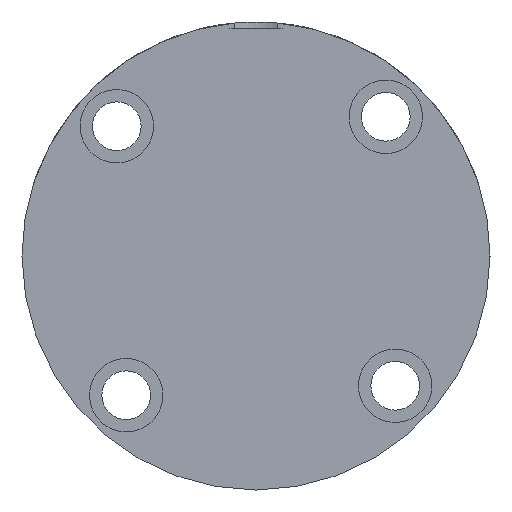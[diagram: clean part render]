
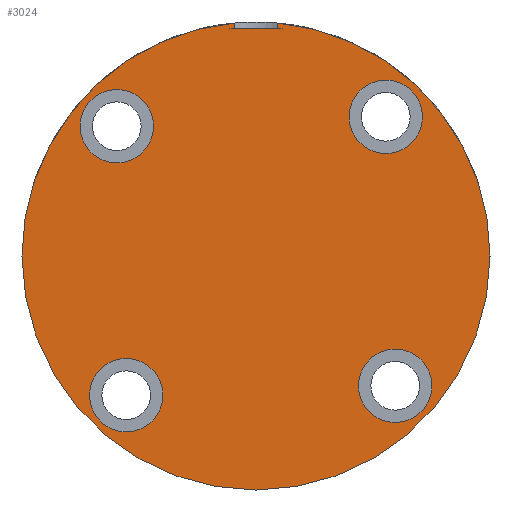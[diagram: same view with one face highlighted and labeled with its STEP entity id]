
A CAD part, left-side view. The second image highlights one B-rep face of the part: STEP entity #3024.
In plain terms, the highlighted face is planar.
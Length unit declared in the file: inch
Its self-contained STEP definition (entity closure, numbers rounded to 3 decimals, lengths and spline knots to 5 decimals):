
#9 = EDGE_CURVE ( 'NONE', #368, #2964, #196, .T. ) ;
#107 = CIRCLE ( 'NONE', #1334, 0.1175 ) ;
#123 = DIRECTION ( 'NONE',  ( 0., 0., 1. ) ) ;
#178 = CARTESIAN_POINT ( 'NONE',  ( 0., 0.34, 0. ) ) ;
#195 = VECTOR ( 'NONE', #3521, 39.37008 ) ;
#196 = LINE ( 'NONE', #2093, #195 ) ;
#268 = DIRECTION ( 'NONE',  ( 0., 1., 0. ) ) ;
#275 = VERTEX_POINT ( 'NONE', #291 ) ;
#291 = CARTESIAN_POINT ( 'NONE',  ( -0.74678, 0.34, -0.06938 ) ) ;
#298 = PLANE ( 'NONE',  #835 ) ;
#321 = CARTESIAN_POINT ( 'NONE',  ( -0.73, 0.34, -0.06938 ) ) ;
#346 = CARTESIAN_POINT ( 'NONE',  ( 0.44613, 0.34, 0.29852 ) ) ;
#348 = DIRECTION ( 'NONE',  ( 0., 1., 0. ) ) ;
#368 = VERTEX_POINT ( 'NONE', #3524 ) ;
#451 = AXIS2_PLACEMENT_3D ( 'NONE', #4089, #1943, #4424 ) ;
#490 = VERTEX_POINT ( 'NONE', #321 ) ;
#529 = VERTEX_POINT ( 'NONE', #4289 ) ;
#590 = ORIENTED_EDGE ( 'NONE', *, *, #1591, .F. ) ;
#610 = ORIENTED_EDGE ( 'NONE', *, *, #3181, .F. ) ;
#620 = EDGE_CURVE ( 'NONE', #368, #2595, #1727, .T. ) ;
#626 = ORIENTED_EDGE ( 'NONE', *, *, #2398, .F. ) ;
#643 = ORIENTED_EDGE ( 'NONE', *, *, #2025, .F. ) ;
#657 = ORIENTED_EDGE ( 'NONE', *, *, #2793, .F. ) ;
#663 = ORIENTED_EDGE ( 'NONE', *, *, #2948, .F. ) ;
#668 = ORIENTED_EDGE ( 'NONE', *, *, #2531, .F. ) ;
#688 = ORIENTED_EDGE ( 'NONE', *, *, #1356, .F. ) ;
#692 = VECTOR ( 'NONE', #1974, 39.37008 ) ;
#694 = ORIENTED_EDGE ( 'NONE', *, *, #9, .F. ) ;
#712 = FACE_BOUND ( 'NONE', #2451, .T. ) ;
#720 = ORIENTED_EDGE ( 'NONE', *, *, #620, .T. ) ;
#788 = ORIENTED_EDGE ( 'NONE', *, *, #2695, .T. ) ;
#809 = ORIENTED_EDGE ( 'NONE', *, *, #4536, .T. ) ;
#812 = CARTESIAN_POINT ( 'NONE',  ( -0.44613, 0.34, -0.53352 ) ) ;
#815 = CARTESIAN_POINT ( 'NONE',  ( 0.41602, 0.34, -0.56363 ) ) ;
#831 = CARTESIAN_POINT ( 'NONE',  ( 0.41602, 0.34, -0.32863 ) ) ;
#835 = AXIS2_PLACEMENT_3D ( 'NONE', #4254, #2118, #4590 ) ;
#837 = ORIENTED_EDGE ( 'NONE', *, *, #2890, .F. ) ;
#838 = FACE_BOUND ( 'NONE', #2447, .T. ) ;
#839 = CIRCLE ( 'NONE', #3810, 0.1175 ) ;
#847 = ORIENTED_EDGE ( 'NONE', *, *, #1443, .F. ) ;
#932 = AXIS2_PLACEMENT_3D ( 'NONE', #4411, #2279, #123 ) ;
#981 = AXIS2_PLACEMENT_3D ( 'NONE', #1527, #4047, #1892 ) ;
#1082 = CARTESIAN_POINT ( 'NONE',  ( -0.26491, 0.34, -0.06938 ) ) ;
#1183 = VECTOR ( 'NONE', #2491, 39.37008 ) ;
#1330 = AXIS2_PLACEMENT_3D ( 'NONE', #3829, #1676, #4172 ) ;
#1334 = AXIS2_PLACEMENT_3D ( 'NONE', #3654, #1489, #4014 ) ;
#1356 = EDGE_CURVE ( 'NONE', #4145, #4169, #3924, .T. ) ;
#1443 = EDGE_CURVE ( 'NONE', #2964, #490, #1680, .T. ) ;
#1489 = DIRECTION ( 'NONE',  ( 0., 1., 0. ) ) ;
#1527 = CARTESIAN_POINT ( 'NONE',  ( -0.44613, 0.34, -0.41602 ) ) ;
#1591 = EDGE_CURVE ( 'NONE', #3535, #3412, #2563, .T. ) ;
#1632 = DIRECTION ( 'NONE',  ( 0., 0., 1. ) ) ;
#1634 = DIRECTION ( 'NONE',  ( 0., 1., 0. ) ) ;
#1676 = DIRECTION ( 'NONE',  ( 0., 1., 0. ) ) ;
#1680 = LINE ( 'NONE', #4448, #692 ) ;
#1727 = CIRCLE ( 'NONE', #3551, 0.75 ) ;
#1731 = CIRCLE ( 'NONE', #981, 0.1175 ) ;
#1784 = CIRCLE ( 'NONE', #4104, 0.1175 ) ;
#1825 = CARTESIAN_POINT ( 'NONE',  ( 0.41602, 0.34, -0.44613 ) ) ;
#1840 = CARTESIAN_POINT ( 'NONE',  ( 0., 0.34, 0.75 ) ) ;
#1892 = DIRECTION ( 'NONE',  ( 0., 0., 1. ) ) ;
#1943 = DIRECTION ( 'NONE',  ( 0., 1., 0. ) ) ;
#1974 = DIRECTION ( 'NONE',  ( 0., 0., -1. ) ) ;
#1989 = CARTESIAN_POINT ( 'NONE',  ( 0.41602, 0.34, -0.44613 ) ) ;
#2025 = EDGE_CURVE ( 'NONE', #3204, #3667, #839, .T. ) ;
#2093 = CARTESIAN_POINT ( 'NONE',  ( -0.26491, 0.34, 0.06938 ) ) ;
#2118 = DIRECTION ( 'NONE',  ( 0., -1., 0. ) ) ;
#2125 = LINE ( 'NONE', #1082, #1183 ) ;
#2142 = AXIS2_PLACEMENT_3D ( 'NONE', #2401, #268, #2783 ) ;
#2180 = DIRECTION ( 'NONE',  ( 0., 0., 1. ) ) ;
#2279 = DIRECTION ( 'NONE',  ( 0., 1., 0. ) ) ;
#2324 = DIRECTION ( 'NONE',  ( 0., 1., 0. ) ) ;
#2329 = DIRECTION ( 'NONE',  ( 0., 0., 1. ) ) ;
#2398 = EDGE_CURVE ( 'NONE', #3667, #3204, #1784, .T. ) ;
#2401 = CARTESIAN_POINT ( 'NONE',  ( 0.44613, 0.34, 0.41602 ) ) ;
#2447 = EDGE_LOOP ( 'NONE', ( #657, #663 ) ) ;
#2451 = EDGE_LOOP ( 'NONE', ( #668, #688 ) ) ;
#2474 = CARTESIAN_POINT ( 'NONE',  ( -0.41602, 0.34, 0.44613 ) ) ;
#2491 = DIRECTION ( 'NONE',  ( -1., 0., 0. ) ) ;
#2531 = EDGE_CURVE ( 'NONE', #4169, #4145, #2781, .T. ) ;
#2558 = CIRCLE ( 'NONE', #2142, 0.1175 ) ;
#2563 = CIRCLE ( 'NONE', #1330, 0.1175 ) ;
#2595 = VERTEX_POINT ( 'NONE', #1840 ) ;
#2601 = AXIS2_PLACEMENT_3D ( 'NONE', #3790, #1634, #4137 ) ;
#2682 = CARTESIAN_POINT ( 'NONE',  ( -0.41602, 0.34, 0.56363 ) ) ;
#2695 = EDGE_CURVE ( 'NONE', #2595, #529, #2924, .T. ) ;
#2781 = CIRCLE ( 'NONE', #3527, 0.1175 ) ;
#2783 = DIRECTION ( 'NONE',  ( 0., 0., 1. ) ) ;
#2793 = EDGE_CURVE ( 'NONE', #4514, #2873, #2558, .T. ) ;
#2861 = FACE_BOUND ( 'NONE', #4258, .T. ) ;
#2872 = DIRECTION ( 'NONE',  ( 0., 0., 1. ) ) ;
#2873 = VERTEX_POINT ( 'NONE', #346 ) ;
#2890 = EDGE_CURVE ( 'NONE', #490, #275, #2125, .T. ) ;
#2924 = CIRCLE ( 'NONE', #451, 0.75 ) ;
#2939 = CARTESIAN_POINT ( 'NONE',  ( -0.73, 0.34, 0.06938 ) ) ;
#2948 = EDGE_CURVE ( 'NONE', #2873, #4514, #107, .T. ) ;
#2964 = VERTEX_POINT ( 'NONE', #2939 ) ;
#3024 = ADVANCED_FACE ( 'PLANAR_0', ( #2861, #3598, #838, #712, #4419 ), #298, .F. ) ;
#3043 = CARTESIAN_POINT ( 'NONE',  ( 0.44613, 0.34, 0.53352 ) ) ;
#3181 = EDGE_CURVE ( 'NONE', #3412, #3535, #1731, .T. ) ;
#3204 = VERTEX_POINT ( 'NONE', #815 ) ;
#3402 = CARTESIAN_POINT ( 'NONE',  ( -0.41602, 0.34, 0.32863 ) ) ;
#3412 = VERTEX_POINT ( 'NONE', #812 ) ;
#3521 = DIRECTION ( 'NONE',  ( 1., 0., 0. ) ) ;
#3524 = CARTESIAN_POINT ( 'NONE',  ( -0.74678, 0.34, 0.06938 ) ) ;
#3527 = AXIS2_PLACEMENT_3D ( 'NONE', #2474, #348, #2872 ) ;
#3535 = VERTEX_POINT ( 'NONE', #4000 ) ;
#3551 = AXIS2_PLACEMENT_3D ( 'NONE', #178, #2324, #1632 ) ;
#3598 = FACE_BOUND ( 'NONE', #3822, .T. ) ;
#3654 = CARTESIAN_POINT ( 'NONE',  ( 0.44613, 0.34, 0.41602 ) ) ;
#3667 = VERTEX_POINT ( 'NONE', #831 ) ;
#3790 = CARTESIAN_POINT ( 'NONE',  ( 0., 0.34, 0. ) ) ;
#3810 = AXIS2_PLACEMENT_3D ( 'NONE', #1989, #4464, #2329 ) ;
#3822 = EDGE_LOOP ( 'NONE', ( #626, #643 ) ) ;
#3829 = CARTESIAN_POINT ( 'NONE',  ( -0.44613, 0.34, -0.41602 ) ) ;
#3924 = CIRCLE ( 'NONE', #932, 0.1175 ) ;
#4000 = CARTESIAN_POINT ( 'NONE',  ( -0.44613, 0.34, -0.29852 ) ) ;
#4014 = DIRECTION ( 'NONE',  ( 0., 0., 1. ) ) ;
#4047 = DIRECTION ( 'NONE',  ( 0., 1., 0. ) ) ;
#4089 = CARTESIAN_POINT ( 'NONE',  ( 0., 0.34, 0. ) ) ;
#4104 = AXIS2_PLACEMENT_3D ( 'NONE', #1825, #4316, #2180 ) ;
#4137 = DIRECTION ( 'NONE',  ( 0., 0., 1. ) ) ;
#4145 = VERTEX_POINT ( 'NONE', #3402 ) ;
#4169 = VERTEX_POINT ( 'NONE', #2682 ) ;
#4172 = DIRECTION ( 'NONE',  ( 0., 0., 1. ) ) ;
#4242 = EDGE_LOOP ( 'NONE', ( #694, #720, #788, #809, #837, #847 ) ) ;
#4254 = CARTESIAN_POINT ( 'NONE',  ( 0., 0.34, 0. ) ) ;
#4258 = EDGE_LOOP ( 'NONE', ( #590, #610 ) ) ;
#4289 = CARTESIAN_POINT ( 'NONE',  ( 0., 0.34, -0.75 ) ) ;
#4316 = DIRECTION ( 'NONE',  ( 0., 1., 0. ) ) ;
#4411 = CARTESIAN_POINT ( 'NONE',  ( -0.41602, 0.34, 0.44613 ) ) ;
#4419 = FACE_OUTER_BOUND ( 'NONE', #4242, .T. ) ;
#4424 = DIRECTION ( 'NONE',  ( 0., 0., 1. ) ) ;
#4430 = CIRCLE ( 'NONE', #2601, 0.75 ) ;
#4448 = CARTESIAN_POINT ( 'NONE',  ( -0.73, 0.34, 0. ) ) ;
#4464 = DIRECTION ( 'NONE',  ( 0., 1., 0. ) ) ;
#4514 = VERTEX_POINT ( 'NONE', #3043 ) ;
#4536 = EDGE_CURVE ( 'NONE', #529, #275, #4430, .T. ) ;
#4590 = DIRECTION ( 'NONE',  ( 0., 0., -1. ) ) ;
